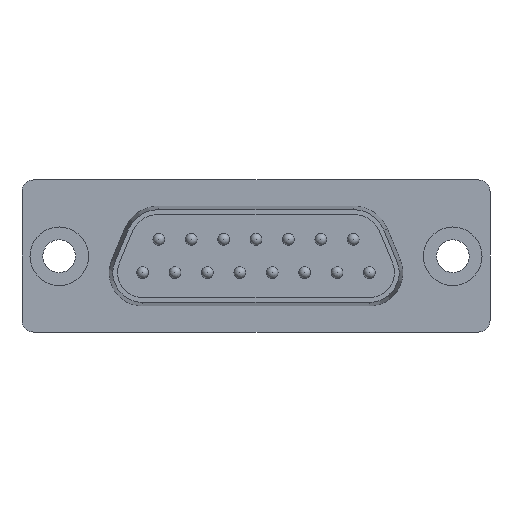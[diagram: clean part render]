
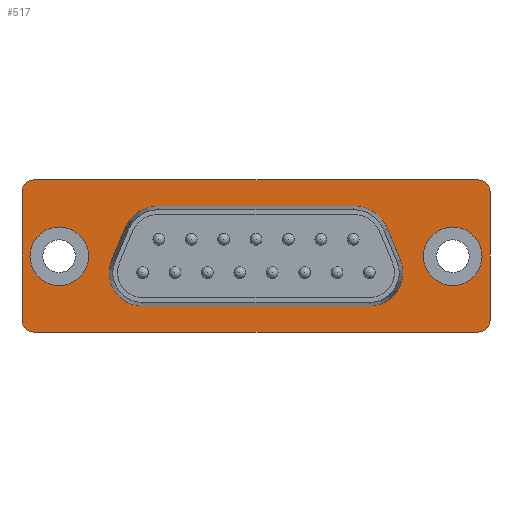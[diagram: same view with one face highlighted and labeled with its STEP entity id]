
A CAD part, front view. The second image highlights one B-rep face of the part: STEP entity #517.
In plain terms, the highlighted planar face has unit normal (0, -1, 0).
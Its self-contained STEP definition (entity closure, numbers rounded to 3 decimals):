
#517=ADVANCED_FACE('',(#1664,#1666,#1668,#1670),#1672,.F.);
#1664=FACE_BOUND('',#1665,.T.);
#1665=EDGE_LOOP('',(#2401,#2402,#2403,#2404,#2405,#2406,#2407,#2408));
#1666=FACE_BOUND('',#1667,.T.);
#1667=EDGE_LOOP('',(#2409,#2410,#2411,#2412,#2413,#2414,#2415,#2416));
#1668=FACE_BOUND('',#1669,.T.);
#1669=EDGE_LOOP('',(#2417));
#1670=FACE_BOUND('',#1671,.T.);
#1671=EDGE_LOOP('',(#2418));
#1672=PLANE('',#1673);
#1673=AXIS2_PLACEMENT_3D('',#1674,#1675,#1676);
#1674=CARTESIAN_POINT('',(28.695,-6.31,6.92));
#1675=DIRECTION('',(0.,1.,0.));
#1676=DIRECTION('',(0.,0.,-1.));
#2401=ORIENTED_EDGE('',*,*,#2818,.T.);
#2402=ORIENTED_EDGE('',*,*,#2819,.T.);
#2403=ORIENTED_EDGE('',*,*,#2820,.T.);
#2404=ORIENTED_EDGE('',*,*,#2821,.T.);
#2405=ORIENTED_EDGE('',*,*,#2822,.T.);
#2406=ORIENTED_EDGE('',*,*,#2823,.T.);
#2407=ORIENTED_EDGE('',*,*,#2824,.T.);
#2408=ORIENTED_EDGE('',*,*,#2825,.T.);
#2409=ORIENTED_EDGE('',*,*,#2826,.T.);
#2410=ORIENTED_EDGE('',*,*,#2827,.T.);
#2411=ORIENTED_EDGE('',*,*,#2828,.T.);
#2412=ORIENTED_EDGE('',*,*,#2829,.T.);
#2413=ORIENTED_EDGE('',*,*,#2830,.T.);
#2414=ORIENTED_EDGE('',*,*,#2831,.T.);
#2415=ORIENTED_EDGE('',*,*,#2832,.T.);
#2416=ORIENTED_EDGE('',*,*,#2833,.T.);
#2417=ORIENTED_EDGE('',*,*,#2710,.T.);
#2418=ORIENTED_EDGE('',*,*,#2706,.F.);
#2706=EDGE_CURVE('',#2926,#2926,#2927,.T.);
#2710=EDGE_CURVE('',#2934,#2934,#2935,.T.);
#2818=EDGE_CURVE('',#3150,#3151,#3152,.T.);
#2819=EDGE_CURVE('',#3151,#3153,#3154,.T.);
#2820=EDGE_CURVE('',#3153,#3155,#3156,.T.);
#2821=EDGE_CURVE('',#3155,#3157,#3158,.T.);
#2822=EDGE_CURVE('',#3157,#3159,#3160,.T.);
#2823=EDGE_CURVE('',#3159,#3161,#3162,.T.);
#2824=EDGE_CURVE('',#3161,#3163,#3164,.T.);
#2825=EDGE_CURVE('',#3163,#3150,#3165,.T.);
#2826=EDGE_CURVE('',#3166,#3167,#3168,.T.);
#2827=EDGE_CURVE('',#3167,#3169,#3170,.T.);
#2828=EDGE_CURVE('',#3169,#3171,#3172,.T.);
#2829=EDGE_CURVE('',#3171,#3173,#3174,.T.);
#2830=EDGE_CURVE('',#3173,#3175,#3176,.T.);
#2831=EDGE_CURVE('',#3175,#3177,#3178,.T.);
#2832=EDGE_CURVE('',#3177,#3179,#3180,.T.);
#2833=EDGE_CURVE('',#3179,#3166,#3181,.T.);
#2926=VERTEX_POINT('',#3328);
#2927=CIRCLE('',#3329,2.5);
#2934=VERTEX_POINT('',#3348);
#2935=CIRCLE('',#3349,2.5);
#3150=VERTEX_POINT('',#5305);
#3151=VERTEX_POINT('',#5306);
#3152=CIRCLE('',#5307,1.);
#3153=VERTEX_POINT('',#5311);
#3154=LINE('',#5312,#5313);
#3155=VERTEX_POINT('',#5315);
#3156=CIRCLE('',#5316,1.);
#3157=VERTEX_POINT('',#5320);
#3158=LINE('',#5321,#5322);
#3159=VERTEX_POINT('',#5324);
#3160=CIRCLE('',#5325,1.);
#3161=VERTEX_POINT('',#5329);
#3162=LINE('',#5330,#5331);
#3163=VERTEX_POINT('',#5333);
#3164=CIRCLE('',#5334,1.);
#3165=LINE('',#5338,#5339);
#3166=VERTEX_POINT('',#5341);
#3167=VERTEX_POINT('',#5342);
#3168=CIRCLE('',#5343,2.85);
#3169=VERTEX_POINT('',#5347);
#3170=LINE('',#5348,#5349);
#3171=VERTEX_POINT('',#5351);
#3172=CIRCLE('',#5352,3.15);
#3173=VERTEX_POINT('',#5356);
#3174=LINE('',#5357,#5358);
#3175=VERTEX_POINT('',#5360);
#3176=CIRCLE('',#5361,3.15);
#3177=VERTEX_POINT('',#5365);
#3178=LINE('',#5366,#5367);
#3179=VERTEX_POINT('',#5369);
#3180=CIRCLE('',#5370,2.85);
#3181=LINE('',#5374,#5375);
#3328=CARTESIAN_POINT('',(-7.125,-6.31,3.9));
#3329=AXIS2_PLACEMENT_3D('',#3330,#3331,#3332);
#3330=CARTESIAN_POINT('',(-7.125,-6.31,1.4));
#3331=DIRECTION('',(-0.,-1.,-0.));
#3332=DIRECTION('',(0.,0.,-1.));
#3348=CARTESIAN_POINT('',(26.515,-6.31,3.9));
#3349=AXIS2_PLACEMENT_3D('',#3350,#3351,#3352);
#3350=CARTESIAN_POINT('',(26.515,-6.31,1.4));
#3351=DIRECTION('',(0.,1.,0.));
#3352=DIRECTION('',(-0.,0.,1.));
#5305=CARTESIAN_POINT('',(29.695,-6.31,6.92));
#5306=CARTESIAN_POINT('',(28.695,-6.31,7.92));
#5307=AXIS2_PLACEMENT_3D('',#5308,#5309,#5310);
#5308=CARTESIAN_POINT('',(28.695,-6.31,6.92));
#5309=DIRECTION('',(0.,-1.,-0.));
#5310=DIRECTION('',(1.,0.,0.));
#5311=CARTESIAN_POINT('',(-9.305,-6.31,7.92));
#5312=CARTESIAN_POINT('',(28.695,-6.31,7.92));
#5313=VECTOR('',#5314,1.);
#5314=DIRECTION('',(-1.,0.,0.));
#5315=CARTESIAN_POINT('',(-10.305,-6.31,6.92));
#5316=AXIS2_PLACEMENT_3D('',#5317,#5318,#5319);
#5317=CARTESIAN_POINT('',(-9.305,-6.31,6.92));
#5318=DIRECTION('',(0.,-1.,0.));
#5319=DIRECTION('',(0.,0.,1.));
#5320=CARTESIAN_POINT('',(-10.305,-6.31,-4.08));
#5321=CARTESIAN_POINT('',(-10.305,-6.31,6.92));
#5322=VECTOR('',#5323,1.);
#5323=DIRECTION('',(0.,0.,-1.));
#5324=CARTESIAN_POINT('',(-9.305,-6.31,-5.08));
#5325=AXIS2_PLACEMENT_3D('',#5326,#5327,#5328);
#5326=CARTESIAN_POINT('',(-9.305,-6.31,-4.08));
#5327=DIRECTION('',(0.,-1.,-0.));
#5328=DIRECTION('',(-1.,0.,0.));
#5329=CARTESIAN_POINT('',(28.695,-6.31,-5.08));
#5330=CARTESIAN_POINT('',(-9.305,-6.31,-5.08));
#5331=VECTOR('',#5332,1.);
#5332=DIRECTION('',(1.,0.,0.));
#5333=CARTESIAN_POINT('',(29.695,-6.31,-4.08));
#5334=AXIS2_PLACEMENT_3D('',#5335,#5336,#5337);
#5335=CARTESIAN_POINT('',(28.695,-6.31,-4.08));
#5336=DIRECTION('',(0.,-1.,0.));
#5337=DIRECTION('',(0.,0.,-1.));
#5338=CARTESIAN_POINT('',(29.695,-6.31,-4.08));
#5339=VECTOR('',#5340,1.);
#5340=DIRECTION('',(0.,0.,1.));
#5341=CARTESIAN_POINT('',(0.,-6.31,-2.85));
#5342=CARTESIAN_POINT('',(-2.63,-6.31,1.097));
#5343=AXIS2_PLACEMENT_3D('',#5344,#5345,#5346);
#5344=CARTESIAN_POINT('',(0.,-6.31,0.));
#5345=DIRECTION('',(0.,1.,0.));
#5346=DIRECTION('',(0.,0.,-1.));
#5347=CARTESIAN_POINT('',(-1.522,-6.31,3.753));
#5348=CARTESIAN_POINT('',(-2.63,-6.31,1.097));
#5349=VECTOR('',#5350,1.);
#5350=DIRECTION('',(0.385,0.,0.923));
#5351=CARTESIAN_POINT('',(1.385,-6.31,5.69));
#5352=AXIS2_PLACEMENT_3D('',#5353,#5354,#5355);
#5353=CARTESIAN_POINT('',(1.385,-6.31,2.54));
#5354=DIRECTION('',(0.,1.,0.));
#5355=DIRECTION('',(-0.923,0.,0.385));
#5356=CARTESIAN_POINT('',(18.005,-6.31,5.69));
#5357=CARTESIAN_POINT('',(1.385,-6.31,5.69));
#5358=VECTOR('',#5359,1.);
#5359=DIRECTION('',(1.,0.,0.));
#5360=CARTESIAN_POINT('',(20.912,-6.31,3.753));
#5361=AXIS2_PLACEMENT_3D('',#5362,#5363,#5364);
#5362=CARTESIAN_POINT('',(18.005,-6.31,2.54));
#5363=DIRECTION('',(0.,1.,0.));
#5364=DIRECTION('',(0.,0.,1.));
#5365=CARTESIAN_POINT('',(22.02,-6.31,1.097));
#5366=CARTESIAN_POINT('',(20.912,-6.31,3.753));
#5367=VECTOR('',#5368,1.);
#5368=DIRECTION('',(0.385,0.,-0.923));
#5369=CARTESIAN_POINT('',(19.39,-6.31,-2.85));
#5370=AXIS2_PLACEMENT_3D('',#5371,#5372,#5373);
#5371=CARTESIAN_POINT('',(19.39,-6.31,0.));
#5372=DIRECTION('',(0.,1.,0.));
#5373=DIRECTION('',(0.923,0.,0.385));
#5374=CARTESIAN_POINT('',(19.39,-6.31,-2.85));
#5375=VECTOR('',#5376,1.);
#5376=DIRECTION('',(-1.,0.,0.));
